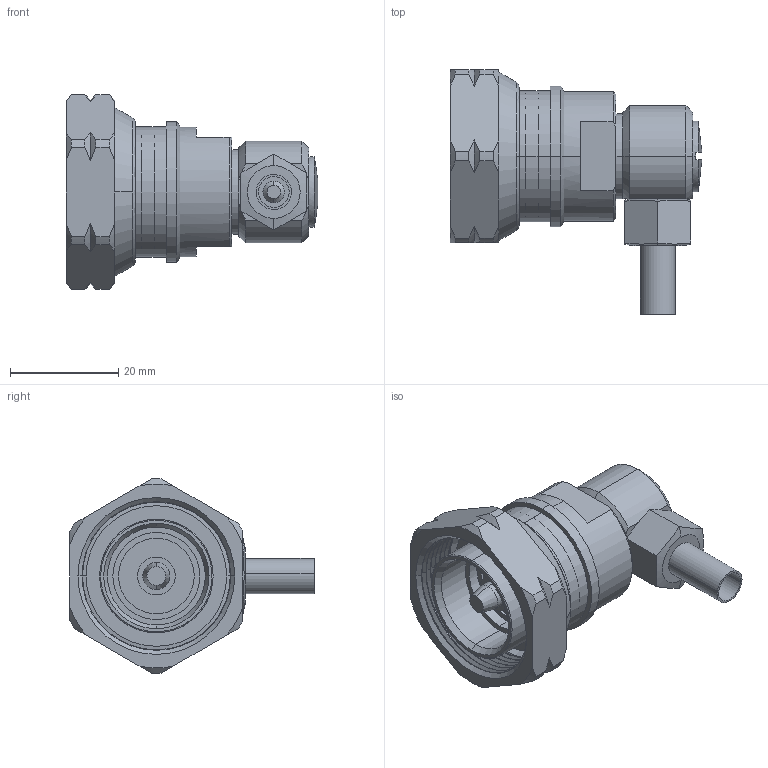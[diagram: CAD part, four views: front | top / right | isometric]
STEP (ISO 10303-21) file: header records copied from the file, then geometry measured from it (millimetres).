
FILE_DESCRIPTION (( 'STEP AP214' ), '1' );
FILE_NAME ('FMCN1762_3D.STEP', '2021-09-27T15:16:44', ( '' ), ( '' ), 'SwSTEP 2.0', 'SolidWorks 2021', '' );
FILE_SCHEMA (( 'AUTOMOTIVE_DESIGN' ));
Length unit declared in the file: millimetre
Products named in the file (7): FMCN1762_FERRULE; FMCN1762_MA3; SC4945_MA2; SC4945_MA4; FMCN1762_3D; SC4945_MA5; FMCN1762_MA1
Assembly tree (6 placements, depth 2):
  FMCN1762_3D
    FMCN1762_MA1
    SC4945_MA2
    SC4945_MA5
    FMCN1762_MA3
    SC4945_MA4
    FMCN1762_FERRULE
Bounding box: 46.59 x 45.19 x 36 mm (x, y, z)
Volume: 98.8 mm3; surface area: 15502.7 mm2
Topology: 1 solids, 9 shells, 333 faces, 755 edges, 465 vertices
Faces by surface type: cylinder 127, cone 110, plane 84, bspline 10, sphere 2
Entity records: 12850 total; most frequent: CARTESIAN_POINT 2086, DIRECTION 1689, ORIENTED_EDGE 1506, EDGE_CURVE 753, AXIS2_PLACEMENT_3D 698, VERTEX_POINT 465, EDGE_LOOP 372, CIRCLE 365
